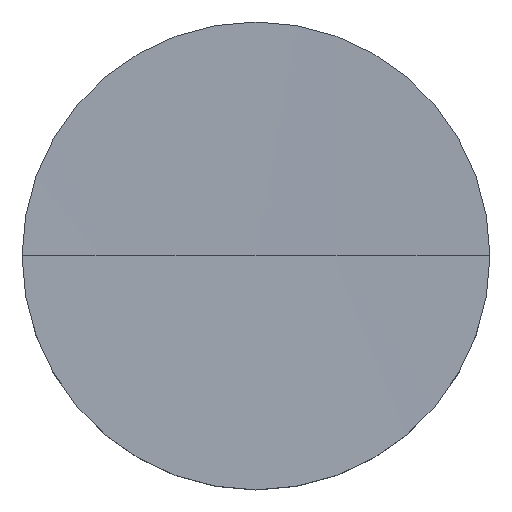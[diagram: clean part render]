
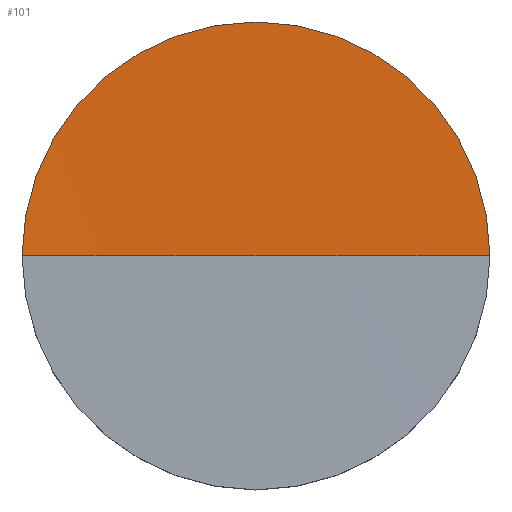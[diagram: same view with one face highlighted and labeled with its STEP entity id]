
A CAD part, top view. The second image highlights one B-rep face of the part: STEP entity #101.
In plain terms, the highlighted spherical face has radius 300 mm.
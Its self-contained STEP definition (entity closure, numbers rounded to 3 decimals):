
#3 = AXIS2_PLACEMENT_3D ( 'NONE', #13, #106, #138 ) ;
#13 = CARTESIAN_POINT ( 'NONE',  ( 0., 0., 302.933 ) ) ;
#33 = AXIS2_PLACEMENT_3D ( 'NONE', #64, #76, #198 ) ;
#36 = CARTESIAN_POINT ( 'NONE',  ( 0., 0., 2.933 ) ) ;
#48 = EDGE_CURVE ( 'NONE', #85, #122, #182, .T. ) ;
#55 = EDGE_CURVE ( 'NONE', #150, #122, #60, .T. ) ;
#60 = CIRCLE ( 'NONE', #112, 300. ) ;
#63 = DIRECTION ( 'NONE',  ( 0., 0., 1. ) ) ;
#64 = CARTESIAN_POINT ( 'NONE',  ( 0., 0., 3. ) ) ;
#71 = ORIENTED_EDGE ( 'NONE', *, *, #55, .F. ) ;
#76 = DIRECTION ( 'NONE',  ( 0., 0., -1. ) ) ;
#78 = DIRECTION ( 'NONE',  ( 1., 0., 0. ) ) ;
#85 = VERTEX_POINT ( 'NONE', #130 ) ;
#87 = CIRCLE ( 'NONE', #33, 6.35 ) ;
#94 = FACE_OUTER_BOUND ( 'NONE', #115, .T. ) ;
#101 = ADVANCED_FACE ( 'NONE', ( #94 ), #161, .F. ) ;
#104 = EDGE_CURVE ( 'NONE', #85, #150, #87, .T. ) ;
#106 = DIRECTION ( 'NONE',  ( 0., -1., 0. ) ) ;
#108 = CARTESIAN_POINT ( 'NONE',  ( 0., 0., 302.933 ) ) ;
#109 = CARTESIAN_POINT ( 'NONE',  ( 6.35, 0., 3. ) ) ;
#112 = AXIS2_PLACEMENT_3D ( 'NONE', #171, #195, #63 ) ;
#115 = EDGE_LOOP ( 'NONE', ( #168, #190, #71 ) ) ;
#122 = VERTEX_POINT ( 'NONE', #36 ) ;
#130 = CARTESIAN_POINT ( 'NONE',  ( -6.35, 0., 3. ) ) ;
#136 = AXIS2_PLACEMENT_3D ( 'NONE', #108, #160, #78 ) ;
#138 = DIRECTION ( 'NONE',  ( 1., 0., 0. ) ) ;
#150 = VERTEX_POINT ( 'NONE', #109 ) ;
#160 = DIRECTION ( 'NONE',  ( 0., -1., 0. ) ) ;
#161 = SPHERICAL_SURFACE ( 'NONE', #136, 300. ) ;
#168 = ORIENTED_EDGE ( 'NONE', *, *, #104, .F. ) ;
#171 = CARTESIAN_POINT ( 'NONE',  ( 0., 0., 302.933 ) ) ;
#182 = CIRCLE ( 'NONE', #3, 300. ) ;
#190 = ORIENTED_EDGE ( 'NONE', *, *, #48, .T. ) ;
#195 = DIRECTION ( 'NONE',  ( 0., 1., 0. ) ) ;
#198 = DIRECTION ( 'NONE',  ( 1., 0., 0. ) ) ;
